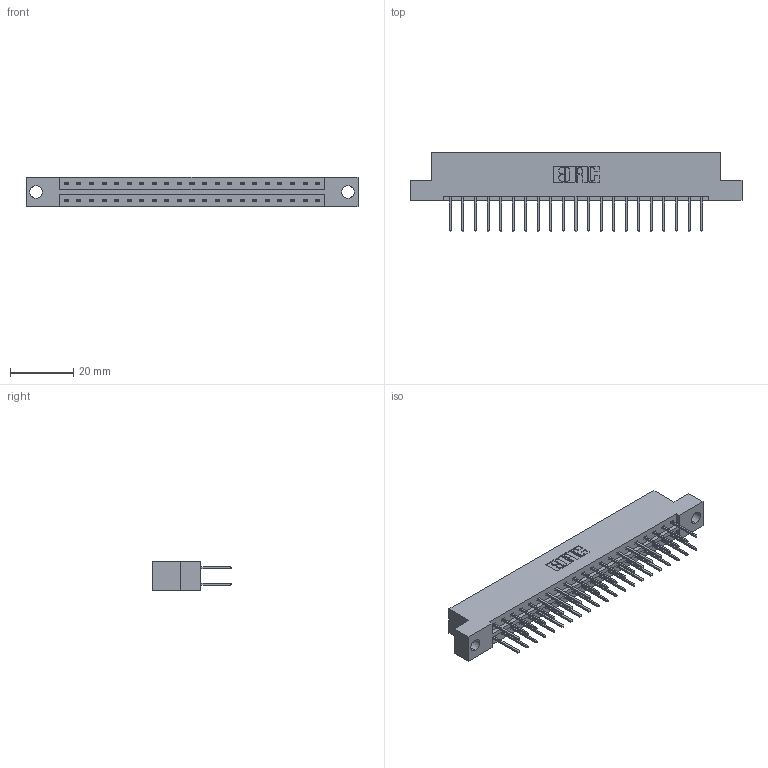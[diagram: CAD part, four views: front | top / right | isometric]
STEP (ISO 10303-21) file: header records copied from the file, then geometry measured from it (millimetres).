
FILE_DESCRIPTION (( 'STEP AP203' ), '1' );
FILE_NAME ('833-042-523-204.STEP', '2020-06-03T20:43:26', ( '' ), ( '' ), 'SwSTEP 2.0', 'SolidWorks 2020', '' );
FILE_SCHEMA (( 'CONFIG_CONTROL_DESIGN' ));
Length unit declared in the file: inch
Products named in the file (3): 345-292-001_345-293-123; 833 Part_Flush - .156 Dia - TH; 833-042-523-204
Assembly tree (43 placements, depth 2):
  833-042-523-204
    833 Part_Flush - .156 Dia - TH
    345-292-001_345-293-123  x42
Bounding box: 104.75 x 25.15 x 9.4 mm (x, y, z)
Volume: 10496.2 mm3; surface area: 12390.3 mm2
Topology: 43 solids, 43 shells, 2298 faces, 6821 edges, 4490 vertices
Faces by surface type: plane 1582, cylinder 716
Entity records: 16247 total; most frequent: CARTESIAN_POINT 2718, ORIENTED_EDGE 2654, DIRECTION 2359, EDGE_CURVE 1327, VECTOR 1199, LINE 1199, VERTEX_POINT 882, AXIS2_PLACEMENT_3D 580
